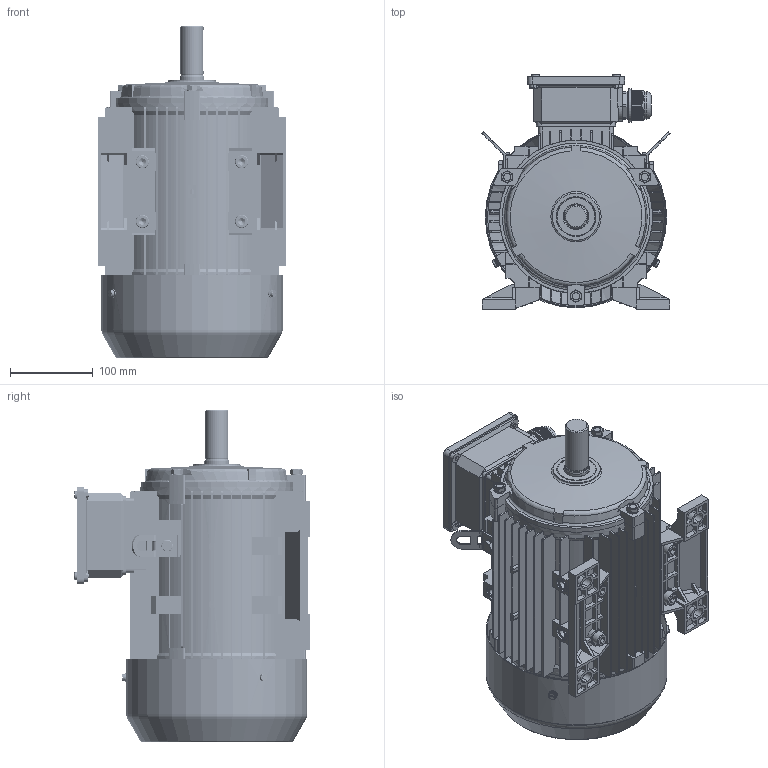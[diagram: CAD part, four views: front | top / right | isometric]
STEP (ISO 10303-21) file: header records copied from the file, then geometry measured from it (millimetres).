
FILE_DESCRIPTION(/* description */ (''),/* implementation_level */ '2;1');
FILE_NAME(/* name */ 'JL-112-B3.stp',/* time_stamp */ '2018-12-30T14:55:28+08:00',/* author */ (''),/* organization */ (''),/* preprocessor_version */ 'ST-DEVELOPER v16.7',/* originating_system */ 'SIEMENS PLM Software NX 12.0',/* authorisation */ '');
FILE_SCHEMA (('AP203_CONFIGURATION_CONTROLLED_3D_DESIGN_OF_MECHANICAL_PARTS_AND_ASSEMBLIES_MIM_LF { 1 0 10303 403 2 1 2}'));
Length unit declared in the file: millimetre
Products named in the file (1): JL-112-B3
Bounding box: 227.33 x 284 x 401 mm (x, y, z)
Volume: 2212863 mm3; surface area: 1269685.8 mm2
Topology: 60 solids, 60 shells, 4996 faces, 14045 edges, 9347 vertices
Faces by surface type: plane 3039, cylinder 1533, cone 196, torus 186, bspline 42
Full cylindrical faces by diameter (mm): 2 x4, 4.48 x8, 4.8 x10, 5 x35, 5.3 x4, 5.8 x14, 6 x1, 7.188 x6, 8 x15, 8.58 x2, 9.1 x6, 10 x30, 10.715 x4, 11 x6, 12 x16, 13 x4, 14.785 x2, 16 x8, 17 x4, 17.785 x4, 18 x16, 20.9 x2, 24.7 x4, 26 x2, 27 x1, 28 x1, 28.2 x2, 29 x2, 29.45 x12, 30 x16
Entity records: 172901 total; most frequent: CARTESIAN_POINT 47655, ORIENTED_EDGE 26524, DIRECTION 24483, EDGE_CURVE 13262, VERTEX_POINT 9023, AXIS2_PLACEMENT_3D 8292, LINE 7899, VECTOR 7899
